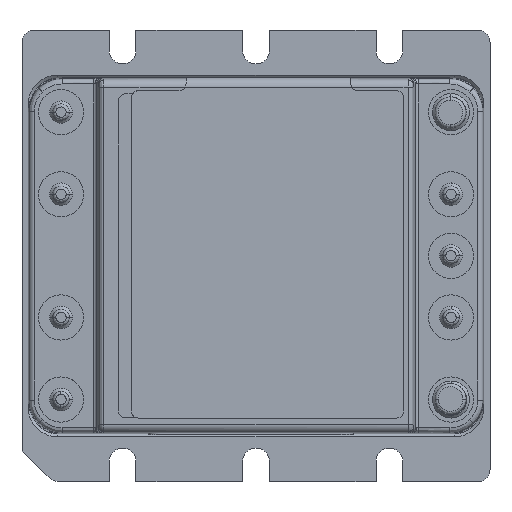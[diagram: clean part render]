
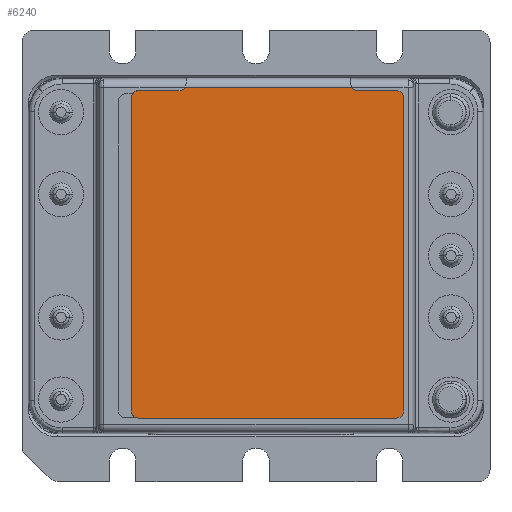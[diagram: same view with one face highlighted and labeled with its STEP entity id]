
A CAD part, top view. The second image highlights one B-rep face of the part: STEP entity #6240.
In plain terms, the highlighted planar face has unit normal (0, 0, 1).
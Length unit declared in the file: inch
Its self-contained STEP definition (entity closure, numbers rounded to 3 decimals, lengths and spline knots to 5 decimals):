
#187 = AXIS2_PLACEMENT_3D ( 'NONE', #18705, #18706, #18707 ) ;
#745 = EDGE_LOOP ( 'NONE', ( #8832, #8830, #8833, #8831, #8829, #8824, #8823, #8822, #8821, #8820, #8819, #8818 ) ) ;
#1433 = EDGE_CURVE ( 'NONE', #13119, #13118, #8506, .T. ) ;
#1434 = EDGE_CURVE ( 'NONE', #13122, #13112, #8507, .T. ) ;
#5192 = CIRCLE ( 'NONE', #5205, 0.0351 ) ;
#5195 = CIRCLE ( 'NONE', #5211, 0.03511 ) ;
#5197 = CIRCLE ( 'NONE', #5200, 0.0351 ) ;
#5200 = AXIS2_PLACEMENT_3D ( 'NONE', #7682, #7683, #7684 ) ;
#5202 = VECTOR ( 'NONE', #7688, 39.37008 ) ;
#5205 = AXIS2_PLACEMENT_3D ( 'NONE', #7691, #7692, #7693 ) ;
#5207 = VECTOR ( 'NONE', #7697, 39.37008 ) ;
#5211 = AXIS2_PLACEMENT_3D ( 'NONE', #7702, #7703, #7704 ) ;
#5341 = CIRCLE ( 'NONE', #5355, 0.03511 ) ;
#5350 = CIRCLE ( 'NONE', #5351, 0.03511 ) ;
#5351 = AXIS2_PLACEMENT_3D ( 'NONE', #11857, #11858, #11859 ) ;
#5353 = VECTOR ( 'NONE', #11863, 39.37008 ) ;
#5355 = AXIS2_PLACEMENT_3D ( 'NONE', #11866, #11867, #11868 ) ;
#5356 = CIRCLE ( 'NONE', #5358, 0.0351 ) ;
#5358 = AXIS2_PLACEMENT_3D ( 'NONE', #11875, #11876, #11877 ) ;
#5359 = VECTOR ( 'NONE', #11879, 39.37008 ) ;
#6240 = ADVANCED_FACE ( 'NONE', ( #8588 ), #18704, .T. ) ;
#7682 = CARTESIAN_POINT ( 'NONE',  ( 1.8267, 0.72716, 0.50994 ) ) ;
#7683 = DIRECTION ( 'NONE',  ( 0., 0., 1. ) ) ;
#7684 = DIRECTION ( 'NONE',  ( 1., 0., 0. ) ) ;
#7687 = CARTESIAN_POINT ( 'NONE',  ( 1.86181, 0.72716, 0.50994 ) ) ;
#7688 = DIRECTION ( 'NONE',  ( 0., 1., 0. ) ) ;
#7691 = CARTESIAN_POINT ( 'NONE',  ( 1.8267, -0.80241, 0.50994 ) ) ;
#7692 = DIRECTION ( 'NONE',  ( 0., 0., 1. ) ) ;
#7693 = DIRECTION ( 'NONE',  ( 1., 0., 0. ) ) ;
#7696 = CARTESIAN_POINT ( 'NONE',  ( 1.8267, -0.83752, 0.50994 ) ) ;
#7697 = DIRECTION ( 'NONE',  ( 1., 0., 0. ) ) ;
#7702 = CARTESIAN_POINT ( 'NONE',  ( 0.56593, -0.80241, 0.50994 ) ) ;
#7703 = DIRECTION ( 'NONE',  ( 0., 0., 1. ) ) ;
#7704 = DIRECTION ( 'NONE',  ( 1., 0., 0. ) ) ;
#8506 = LINE ( 'NONE', #18478, #16552 ) ;
#8507 = LINE ( 'NONE', #18480, #16528 ) ;
#8588 = FACE_OUTER_BOUND ( 'NONE', #745, .T. ) ;
#8818 = ORIENTED_EDGE ( 'NONE', *, *, #16442, .T. ) ;
#8819 = ORIENTED_EDGE ( 'NONE', *, *, #16443, .T. ) ;
#8820 = ORIENTED_EDGE ( 'NONE', *, *, #12947, .T. ) ;
#8821 = ORIENTED_EDGE ( 'NONE', *, *, #12949, .T. ) ;
#8822 = ORIENTED_EDGE ( 'NONE', *, *, #12951, .T. ) ;
#8823 = ORIENTED_EDGE ( 'NONE', *, *, #12953, .T. ) ;
#8824 = ORIENTED_EDGE ( 'NONE', *, *, #12956, .T. ) ;
#8829 = ORIENTED_EDGE ( 'NONE', *, *, #1434, .T. ) ;
#8830 = ORIENTED_EDGE ( 'NONE', *, *, #16438, .T. ) ;
#8831 = ORIENTED_EDGE ( 'NONE', *, *, #16434, .T. ) ;
#8832 = ORIENTED_EDGE ( 'NONE', *, *, #1433, .F. ) ;
#8833 = ORIENTED_EDGE ( 'NONE', *, *, #16436, .T. ) ;
#10900 = LINE ( 'NONE', #7687, #5202 ) ;
#10903 = LINE ( 'NONE', #7696, #5207 ) ;
#11050 = LINE ( 'NONE', #11862, #5353 ) ;
#11053 = LINE ( 'NONE', #11878, #5359 ) ;
#11829 = CARTESIAN_POINT ( 'NONE',  ( 0.56593, -0.83752, 0.50994 ) ) ;
#11830 = CARTESIAN_POINT ( 'NONE',  ( 0.53082, -0.80241, 0.50994 ) ) ;
#11831 = CARTESIAN_POINT ( 'NONE',  ( 1.8267, -0.83752, 0.50994 ) ) ;
#11832 = CARTESIAN_POINT ( 'NONE',  ( 1.86181, -0.80241, 0.50994 ) ) ;
#11833 = CARTESIAN_POINT ( 'NONE',  ( 1.86181, 0.72716, 0.50994 ) ) ;
#11834 = CARTESIAN_POINT ( 'NONE',  ( 1.8267, 0.76227, 0.50994 ) ) ;
#11835 = CARTESIAN_POINT ( 'NONE',  ( 1.63613, 0.76227, 0.50994 ) ) ;
#11836 = CARTESIAN_POINT ( 'NONE',  ( 1.60626, 0.77894, 0.50994 ) ) ;
#11837 = CARTESIAN_POINT ( 'NONE',  ( 0.7934, 0.77894, 0.50994 ) ) ;
#11838 = CARTESIAN_POINT ( 'NONE',  ( 0.76352, 0.76227, 0.50994 ) ) ;
#11839 = CARTESIAN_POINT ( 'NONE',  ( 0.56593, 0.76227, 0.50994 ) ) ;
#11840 = CARTESIAN_POINT ( 'NONE',  ( 0.53082, 0.72716, 0.50994 ) ) ;
#11857 = CARTESIAN_POINT ( 'NONE',  ( 0.56593, 0.72716, 0.50994 ) ) ;
#11858 = DIRECTION ( 'NONE',  ( 0., 0., 1. ) ) ;
#11859 = DIRECTION ( 'NONE',  ( -1., 0., 0. ) ) ;
#11862 = CARTESIAN_POINT ( 'NONE',  ( 0.76352, 0.76227, 0.50994 ) ) ;
#11863 = DIRECTION ( 'NONE',  ( -1., 0., 0. ) ) ;
#11866 = CARTESIAN_POINT ( 'NONE',  ( 0.76352, 0.79737, 0.50994 ) ) ;
#11867 = DIRECTION ( 'NONE',  ( 0., 0., -1. ) ) ;
#11868 = DIRECTION ( 'NONE',  ( 1., 0., 0. ) ) ;
#11875 = CARTESIAN_POINT ( 'NONE',  ( 1.63613, 0.79737, 0.50994 ) ) ;
#11876 = DIRECTION ( 'NONE',  ( 0., 0., -1. ) ) ;
#11877 = DIRECTION ( 'NONE',  ( -1., 0., 0. ) ) ;
#11878 = CARTESIAN_POINT ( 'NONE',  ( 1.8267, 0.76227, 0.50994 ) ) ;
#11879 = DIRECTION ( 'NONE',  ( -1., 0., 0. ) ) ;
#12947 = EDGE_CURVE ( 'NONE', #13115, #13116, #5197, .T. ) ;
#12949 = EDGE_CURVE ( 'NONE', #13114, #13115, #10900, .T. ) ;
#12951 = EDGE_CURVE ( 'NONE', #13113, #13114, #5192, .T. ) ;
#12953 = EDGE_CURVE ( 'NONE', #13111, #13113, #10903, .T. ) ;
#12956 = EDGE_CURVE ( 'NONE', #13112, #13111, #5195, .T. ) ;
#13111 = VERTEX_POINT ( 'NONE', #11829 ) ;
#13112 = VERTEX_POINT ( 'NONE', #11830 ) ;
#13113 = VERTEX_POINT ( 'NONE', #11831 ) ;
#13114 = VERTEX_POINT ( 'NONE', #11832 ) ;
#13115 = VERTEX_POINT ( 'NONE', #11833 ) ;
#13116 = VERTEX_POINT ( 'NONE', #11834 ) ;
#13117 = VERTEX_POINT ( 'NONE', #11835 ) ;
#13118 = VERTEX_POINT ( 'NONE', #11836 ) ;
#13119 = VERTEX_POINT ( 'NONE', #11837 ) ;
#13120 = VERTEX_POINT ( 'NONE', #11838 ) ;
#13121 = VERTEX_POINT ( 'NONE', #11839 ) ;
#13122 = VERTEX_POINT ( 'NONE', #11840 ) ;
#16434 = EDGE_CURVE ( 'NONE', #13121, #13122, #5350, .T. ) ;
#16436 = EDGE_CURVE ( 'NONE', #13120, #13121, #11050, .T. ) ;
#16438 = EDGE_CURVE ( 'NONE', #13119, #13120, #5341, .T. ) ;
#16442 = EDGE_CURVE ( 'NONE', #13117, #13118, #5356, .T. ) ;
#16443 = EDGE_CURVE ( 'NONE', #13116, #13117, #11053, .T. ) ;
#16528 = VECTOR ( 'NONE', #18481, 39.37008 ) ;
#16552 = VECTOR ( 'NONE', #18479, 39.37008 ) ;
#18478 = CARTESIAN_POINT ( 'NONE',  ( 0.56593, 0.77894, 0.50994 ) ) ;
#18479 = DIRECTION ( 'NONE',  ( 1., 0., 0. ) ) ;
#18480 = CARTESIAN_POINT ( 'NONE',  ( 0.53082, 0.72716, 0.50994 ) ) ;
#18481 = DIRECTION ( 'NONE',  ( 0., -1., 0. ) ) ;
#18704 = PLANE ( 'NONE',  #187 ) ;
#18705 = CARTESIAN_POINT ( 'NONE',  ( 0.56593, 0.72716, 0.50994 ) ) ;
#18706 = DIRECTION ( 'NONE',  ( 0., 0., 1. ) ) ;
#18707 = DIRECTION ( 'NONE',  ( -1., 0., 0. ) ) ;
